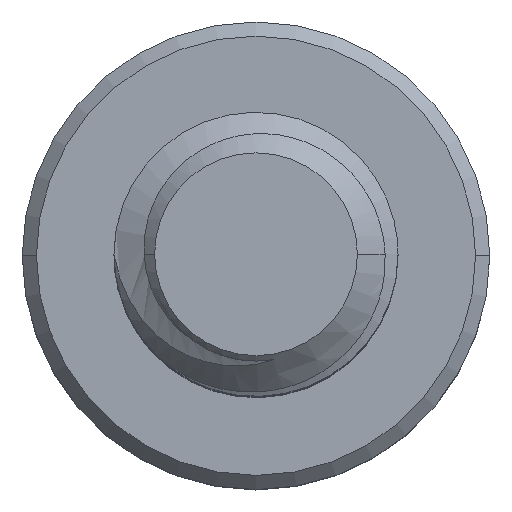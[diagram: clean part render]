
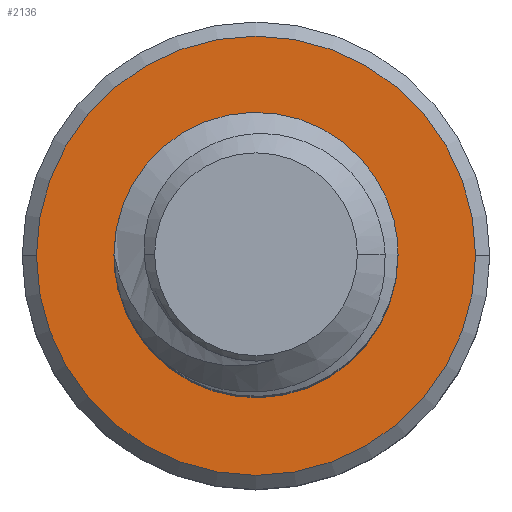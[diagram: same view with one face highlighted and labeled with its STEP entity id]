
A CAD part, top view. The second image highlights one B-rep face of the part: STEP entity #2136.
In plain terms, the highlighted planar face has unit normal (0, 0, 1).
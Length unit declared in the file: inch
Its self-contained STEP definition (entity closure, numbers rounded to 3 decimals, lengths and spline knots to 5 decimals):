
#57 = VERTEX_POINT ( 'NONE', #459 ) ;
#91 = CARTESIAN_POINT ( 'NONE',  ( 0.06931, 0.00491, -0.5 ) ) ;
#218 = CARTESIAN_POINT ( 'NONE',  ( -0.06621, -0.02836, -0.5 ) ) ;
#426 = CARTESIAN_POINT ( 'NONE',  ( 0.00716, 0.08132, -0.5 ) ) ;
#434 = CARTESIAN_POINT ( 'NONE',  ( 0.06472, -0.01604, -0.5 ) ) ;
#456 = CIRCLE ( 'NONE', #4397, 0.1268 ) ;
#458 = ORIENTED_EDGE ( 'NONE', *, *, #4377, .T. ) ;
#459 = CARTESIAN_POINT ( 'NONE',  ( 0.04323, -0.04403, -0.5 ) ) ;
#553 = FACE_BOUND ( 'NONE', #3961, .T. ) ;
#571 = CARTESIAN_POINT ( 'NONE',  ( -0.07408, -0.00841, -0.5 ) ) ;
#709 = AXIS2_PLACEMENT_3D ( 'NONE', #4079, #1929, #4444 ) ;
#710 = ORIENTED_EDGE ( 'NONE', *, *, #3163, .T. ) ;
#755 = CARTESIAN_POINT ( 'NONE',  ( 0.01407, 0.07967, -0.5 ) ) ;
#770 = CARTESIAN_POINT ( 'NONE',  ( 0.05388, -0.03451, -0.5 ) ) ;
#782 = PLANE ( 'NONE',  #4186 ) ;
#899 = CARTESIAN_POINT ( 'NONE',  ( -0.07599, 0.01295, -0.5 ) ) ;
#981 = CIRCLE ( 'NONE', #2653, 0.0617 ) ;
#1004 = CARTESIAN_POINT ( 'NONE',  ( 0., 0., -0.5 ) ) ;
#1096 = EDGE_CURVE ( 'NONE', #1972, #1883, #2272, .T. ) ;
#1101 = CARTESIAN_POINT ( 'NONE',  ( 0.03367, 0.07096, -0.5 ) ) ;
#1107 = AXIS2_PLACEMENT_3D ( 'NONE', #3980, #1831, #4346 ) ;
#1113 = CARTESIAN_POINT ( 'NONE',  ( 0.04323, -0.04403, -0.5 ) ) ;
#1125 = DIRECTION ( 'NONE',  ( -1., 0., 0. ) ) ;
#1225 = CARTESIAN_POINT ( 'NONE',  ( 0., 0., -0.5 ) ) ;
#1232 = CARTESIAN_POINT ( 'NONE',  ( -0.00714, -0.06261, -0.5 ) ) ;
#1250 = CARTESIAN_POINT ( 'NONE',  ( -0.0718, 0.03395, -0.5 ) ) ;
#1356 = DIRECTION ( 'NONE',  ( 1., 0., 0. ) ) ;
#1359 = ORIENTED_EDGE ( 'NONE', *, *, #1096, .F. ) ;
#1376 = VERTEX_POINT ( 'NONE', #1751 ) ;
#1439 = VERTEX_POINT ( 'NONE', #2867 ) ;
#1443 = CARTESIAN_POINT ( 'NONE',  ( 0., 0.082, -0.5 ) ) ;
#1456 = CARTESIAN_POINT ( 'NONE',  ( 0.05011, 0.05722, -0.5 ) ) ;
#1580 = DIRECTION ( 'NONE',  ( -1., 0., 0. ) ) ;
#1593 = CARTESIAN_POINT ( 'NONE',  ( -0.02833, -0.0595, -0.5 ) ) ;
#1608 = CARTESIAN_POINT ( 'NONE',  ( -0.06202, 0.05296, -0.5 ) ) ;
#1751 = CARTESIAN_POINT ( 'NONE',  ( -0.1268, 0., -0.5 ) ) ;
#1800 = ORIENTED_EDGE ( 'NONE', *, *, #2522, .T. ) ;
#1825 = CARTESIAN_POINT ( 'NONE',  ( 0.06218, 0.03952, -0.5 ) ) ;
#1831 = DIRECTION ( 'NONE',  ( 0., 0., 1. ) ) ;
#1883 = VERTEX_POINT ( 'NONE', #2673 ) ;
#1929 = DIRECTION ( 'NONE',  ( 0., 0., 1. ) ) ;
#1939 = EDGE_LOOP ( 'NONE', ( #4601, #1800 ) ) ;
#1944 = B_SPLINE_CURVE_WITH_KNOTS ( 'NONE', 3,
 ( #1443, #426, #755, #3230, #1101, #3605, #1456, #3975, #1825, #4341, #2193, #91, #2556, #434, #2904, #770, #3246, #1113 ),
 .UNSPECIFIED., .F., .F.,
 ( 4, 2, 2, 2, 2, 2, 2, 2, 4 ),
 ( 0., 0.00054, 0.00108, 0.00162, 0.00216, 0.0027, 0.00324, 0.00378, 0.00432 ),
 .UNSPECIFIED. ) ;
#1964 = CARTESIAN_POINT ( 'NONE',  ( -0.04741, -0.04976, -0.5 ) ) ;
#1972 = VERTEX_POINT ( 'NONE', #2365 ) ;
#2136 = ADVANCED_FACE ( 'NONE', ( #3368, #553 ), #782, .F. ) ;
#2193 = CARTESIAN_POINT ( 'NONE',  ( 0.06864, 0.01922, -0.5 ) ) ;
#2272 = CIRCLE ( 'NONE', #709, 0.082 ) ;
#2331 = CARTESIAN_POINT ( 'NONE',  ( -0.06238, -0.03445, -0.5 ) ) ;
#2365 = CARTESIAN_POINT ( 'NONE',  ( 0., 0.082, -0.5 ) ) ;
#2522 = EDGE_CURVE ( 'NONE', #2935, #1376, #3604, .T. ) ;
#2556 = CARTESIAN_POINT ( 'NONE',  ( 0.06853, -0.00216, -0.5 ) ) ;
#2631 = B_SPLINE_CURVE_WITH_KNOTS ( 'NONE', 3,
 ( #3015, #1232, #3741, #1593, #4108, #1964, #4484, #2331, #218, #2682, #571, #3031, #899, #3396, #1250, #3751, #1608, #4129 ),
 .UNSPECIFIED., .F., .F.,
 ( 4, 2, 2, 2, 2, 2, 2, 2, 4 ),
 ( 0., 0.00054, 0.00108, 0.00162, 0.00216, 0.0027, 0.00325, 0.00379, 0.00433 ),
 .UNSPECIFIED. ) ;
#2653 = AXIS2_PLACEMENT_3D ( 'NONE', #1004, #3509, #1356 ) ;
#2673 = CARTESIAN_POINT ( 'NONE',  ( -0.05745, 0.05851, -0.5 ) ) ;
#2682 = CARTESIAN_POINT ( 'NONE',  ( -0.0721, -0.01531, -0.5 ) ) ;
#2867 = CARTESIAN_POINT ( 'NONE',  ( 0., -0.0617, -0.5 ) ) ;
#2904 = CARTESIAN_POINT ( 'NONE',  ( 0.06179, -0.02251, -0.5 ) ) ;
#2917 = EDGE_CURVE ( 'NONE', #1376, #2935, #456, .T. ) ;
#2935 = VERTEX_POINT ( 'NONE', #4098 ) ;
#3015 = CARTESIAN_POINT ( 'NONE',  ( 0., -0.0617, -0.5 ) ) ;
#3031 = CARTESIAN_POINT ( 'NONE',  ( -0.07604, 0.0057, -0.5 ) ) ;
#3163 = EDGE_CURVE ( 'NONE', #1439, #1883, #2631, .T. ) ;
#3230 = CARTESIAN_POINT ( 'NONE',  ( 0.02736, 0.07449, -0.5 ) ) ;
#3242 = CARTESIAN_POINT ( 'NONE',  ( 0., 0., -0.5 ) ) ;
#3246 = CARTESIAN_POINT ( 'NONE',  ( 0.04903, -0.03974, -0.5 ) ) ;
#3263 = DIRECTION ( 'NONE',  ( 0., 0., -1. ) ) ;
#3368 = FACE_OUTER_BOUND ( 'NONE', #1939, .T. ) ;
#3380 = ORIENTED_EDGE ( 'NONE', *, *, #3888, .T. ) ;
#3396 = CARTESIAN_POINT ( 'NONE',  ( -0.07389, 0.02699, -0.5 ) ) ;
#3509 = DIRECTION ( 'NONE',  ( 0., 0., -1. ) ) ;
#3604 = CIRCLE ( 'NONE', #1107, 0.1268 ) ;
#3605 = CARTESIAN_POINT ( 'NONE',  ( 0.04498, 0.06238, -0.5 ) ) ;
#3734 = DIRECTION ( 'NONE',  ( 0., 0., 1. ) ) ;
#3741 = CARTESIAN_POINT ( 'NONE',  ( -0.01424, -0.06235, -0.5 ) ) ;
#3751 = CARTESIAN_POINT ( 'NONE',  ( -0.06584, 0.04685, -0.5 ) ) ;
#3888 = EDGE_CURVE ( 'NONE', #1972, #57, #1944, .T. ) ;
#3961 = EDGE_LOOP ( 'NONE', ( #1359, #3380, #458, #710 ) ) ;
#3975 = CARTESIAN_POINT ( 'NONE',  ( 0.05863, 0.04587, -0.5 ) ) ;
#3980 = CARTESIAN_POINT ( 'NONE',  ( 0., 0., -0.5 ) ) ;
#4079 = CARTESIAN_POINT ( 'NONE',  ( 0., 0., -0.5 ) ) ;
#4098 = CARTESIAN_POINT ( 'NONE',  ( 0.1268, 0., -0.5 ) ) ;
#4108 = CARTESIAN_POINT ( 'NONE',  ( -0.03499, -0.05696, -0.5 ) ) ;
#4129 = CARTESIAN_POINT ( 'NONE',  ( -0.05745, 0.05851, -0.5 ) ) ;
#4186 = AXIS2_PLACEMENT_3D ( 'NONE', #3242, #3263, #1125 ) ;
#4341 = CARTESIAN_POINT ( 'NONE',  ( 0.06718, 0.02624, -0.5 ) ) ;
#4346 = DIRECTION ( 'NONE',  ( -1., 0., 0. ) ) ;
#4377 = EDGE_CURVE ( 'NONE', #57, #1439, #981, .T. ) ;
#4397 = AXIS2_PLACEMENT_3D ( 'NONE', #1225, #3734, #1580 ) ;
#4444 = DIRECTION ( 'NONE',  ( 1., 0., 0. ) ) ;
#4484 = CARTESIAN_POINT ( 'NONE',  ( -0.05293, -0.04522, -0.5 ) ) ;
#4601 = ORIENTED_EDGE ( 'NONE', *, *, #2917, .T. ) ;
